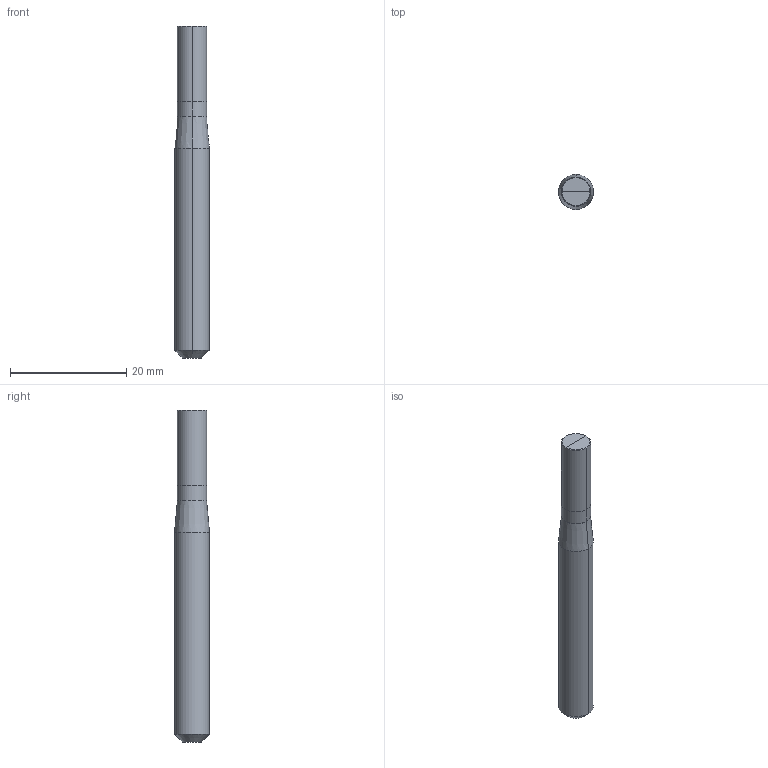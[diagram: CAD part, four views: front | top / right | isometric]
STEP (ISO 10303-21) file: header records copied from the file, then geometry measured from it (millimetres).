
FILE_DESCRIPTION((''),'2;1');
FILE_NAME('608140605-000_ASM','2024-09-17T08:58:33',('AAD_4'),(''),'CREO PARAMETRIC BY PTC INC, 2021184','CREO PARAMETRIC BY PTC INC, 2021184','');
FILE_SCHEMA(('AP242_MANAGED_MODEL_BASED_3D_ENGINEERING_MIM_LF { 1 0 10303 442 1 1 4 }'));
Length unit declared in the file: millimetre
Products named in the file (3): 607924608-000_PRT; 607924609-000_PRT; 608140605-000_ASM
Assembly tree (2 placements, depth 2):
  608140605-000_ASM
    607924608-000_PRT
    607924609-000_PRT
Bounding box: 6 x 6 x 57 mm (x, y, z)
Volume: 1439.5 mm3; surface area: 2053.1 mm2
Topology: 2 solids, 4 shells, 34 faces, 87 edges, 63 vertices
Faces by surface type: cylinder 11, cone 11, plane 8, torus 4
Entity records: 2270 total; most frequent: DIRECTION 281, CARTESIAN_POINT 218, ORIENTED_EDGE 120, PRESENTATION_STYLE_ASSIGNMENT 113, STYLED_ITEM 113, AXIS2_PLACEMENT_3D 111, CURVE_STYLE 106, PROPERTY_DEFINITION 101
